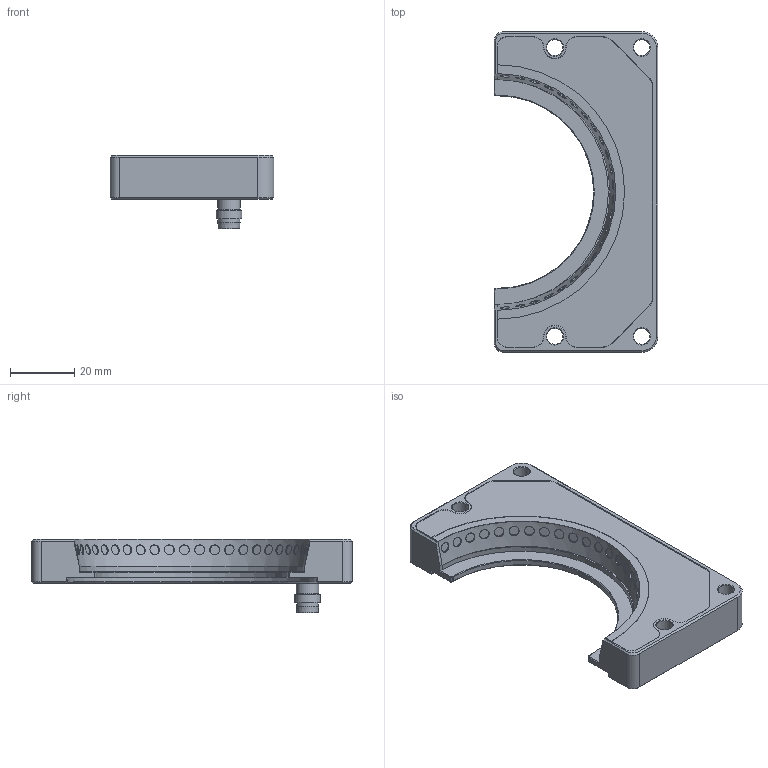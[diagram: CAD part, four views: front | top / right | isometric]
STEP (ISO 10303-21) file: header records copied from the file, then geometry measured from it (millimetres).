
FILE_DESCRIPTION(/* description */ ('Unknown'),/* implementation_level */ '2;1');
FILE_NAME(/* name */ 'DF-35-Customers',/* time_stamp */ '2025-05-05T13:17:44+02:00',/* author */ ('Unknown'),/* organization */ ('Smartview s. r. o.'),/* preprocessor_version */ 'ST-DEVELOPER v18.1',/* originating_system */ 'Solid Edge',/* authorisation */ 'Unknown');
FILE_SCHEMA (('AUTOMOTIVE_DESIGN {1 0 10303 214 3 1 1}'));
Length unit declared in the file: millimetre
Products named in the file (1): DF-35-Customers
Bounding box: 51 x 100 x 22.8 mm (x, y, z)
Volume: 40593.5 mm3; surface area: 12662.6 mm2
Topology: 1 solids, 1 shells, 183 faces, 407 edges, 261 vertices
Faces by surface type: plane 67, cone 64, cylinder 47, torus 5
Full cylindrical faces by diameter (mm): 1 x3, 1.002 x1, 3.1 x24, 5 x4, 5.6 x1, 6.2 x1, 6.8 x1, 6.804 x1, 7 x1, 8 x1
Entity records: 6198 total; most frequent: CARTESIAN_POINT 1221, DIRECTION 751, ORIENTED_EDGE 650, EDGE_CURVE 325, AXIS2_PLACEMENT_3D 290, EDGE_LOOP 279, FACE_BOUND 279, VERTEX_POINT 232
